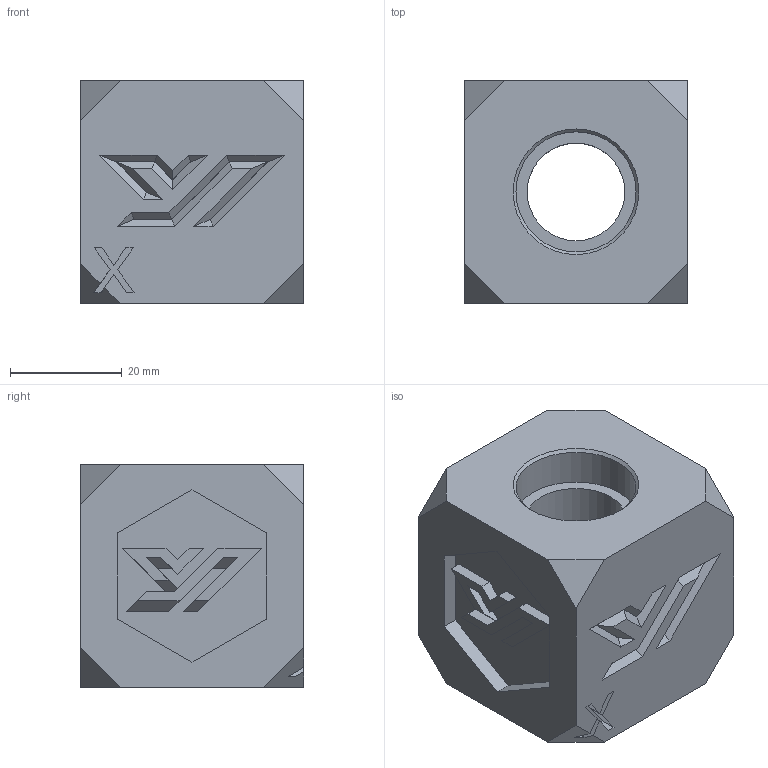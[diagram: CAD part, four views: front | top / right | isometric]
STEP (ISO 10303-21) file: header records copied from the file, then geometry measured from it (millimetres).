
FILE_DESCRIPTION(/* description */ (''),/* implementation_level */ '2;1');
FILE_NAME(/* name */ 'THE CUBE.step',/* time_stamp */ '2022-07-02T22:18:40-05:00',/* author */ (''),/* organization */ (''),/* preprocessor_version */ 'ST-DEVELOPER v19',/* originating_system */ 'Autodesk Translation Framework v11.7.0.108',/* authorisation */ '');
FILE_SCHEMA (('AUTOMOTIVE_DESIGN { 1 0 10303 214 3 1 1 }'));
Length unit declared in the file: millimetre
Products named in the file (2): THE CUBE; CUBE
Assembly tree (1 placements, depth 2):
  THE CUBE
    CUBE
Bounding box: 40 x 40 x 40 mm (x, y, z)
Volume: 49589 mm3; surface area: 12370 mm2
Topology: 1 solids, 1 shells, 144 faces, 394 edges, 262 vertices
Faces by surface type: plane 140, cylinder 2, cone 2
Full cylindrical faces by diameter (mm): 17.5 x1, 21.5 x1
Entity records: 4532 total; most frequent: CARTESIAN_POINT 803, ORIENTED_EDGE 788, DIRECTION 694, EDGE_CURVE 394, LINE 388, VECTOR 388, VERTEX_POINT 262, EDGE_LOOP 156
